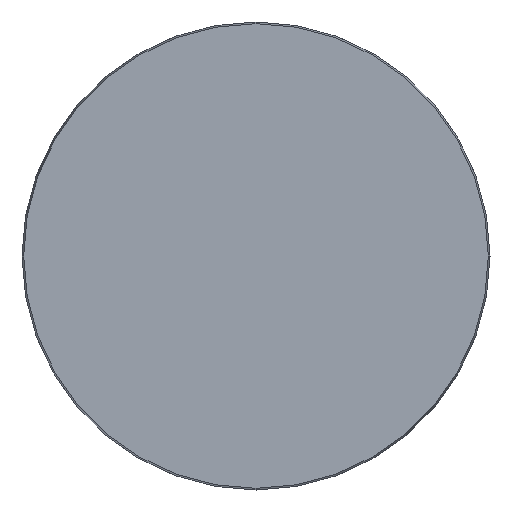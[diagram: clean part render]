
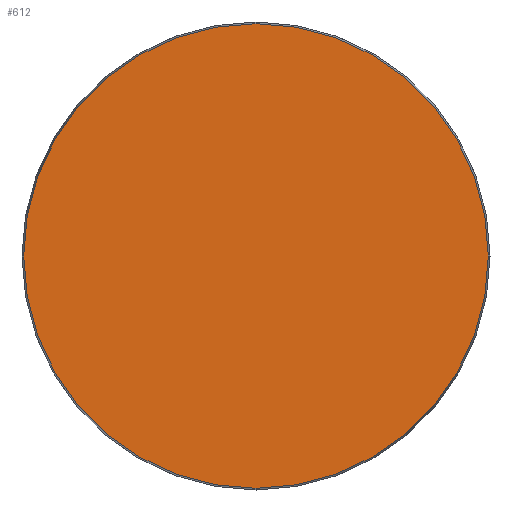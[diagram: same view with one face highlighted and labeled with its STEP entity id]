
A CAD part, front view. The second image highlights one B-rep face of the part: STEP entity #612.
In plain terms, the highlighted planar face has unit normal (0, -1, 0).
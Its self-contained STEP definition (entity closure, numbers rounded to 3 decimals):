
#5 = CARTESIAN_POINT ( 'NONE',  ( -78.425, 0., 0. ) ) ;
#68 = CIRCLE ( 'NONE', #693, 78.425 ) ;
#71 = DIRECTION ( 'NONE',  ( 0., 0., 1. ) ) ;
#181 = PLANE ( 'NONE',  #534 ) ;
#258 = FACE_OUTER_BOUND ( 'NONE', #740, .T. ) ;
#366 = DIRECTION ( 'NONE',  ( 0., 0., -1. ) ) ;
#471 = DIRECTION ( 'NONE',  ( 0., -1., 0. ) ) ;
#482 = CARTESIAN_POINT ( 'NONE',  ( 0., 0., 0. ) ) ;
#534 = AXIS2_PLACEMENT_3D ( 'NONE', #5, #718, #71 ) ;
#537 = EDGE_CURVE ( 'NONE', #608, #608, #68, .T. ) ;
#608 = VERTEX_POINT ( 'NONE', #620 ) ;
#612 = ADVANCED_FACE ( 'NONE', ( #258 ), #181, .F. ) ;
#620 = CARTESIAN_POINT ( 'NONE',  ( 0., 0., -78.425 ) ) ;
#689 = ORIENTED_EDGE ( 'NONE', *, *, #537, .T. ) ;
#693 = AXIS2_PLACEMENT_3D ( 'NONE', #482, #471, #366 ) ;
#718 = DIRECTION ( 'NONE',  ( 0., 1., 0. ) ) ;
#740 = EDGE_LOOP ( 'NONE', ( #689 ) ) ;
